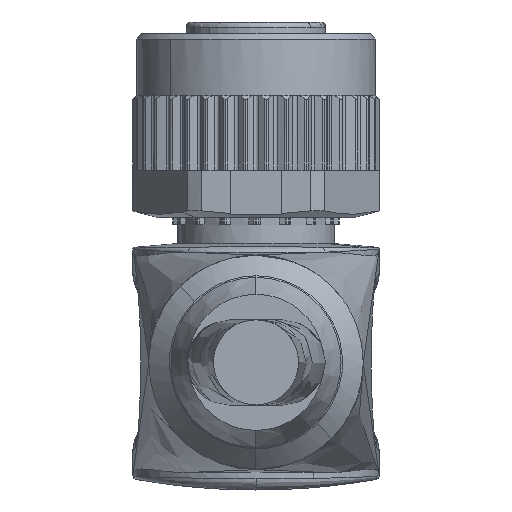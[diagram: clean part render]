
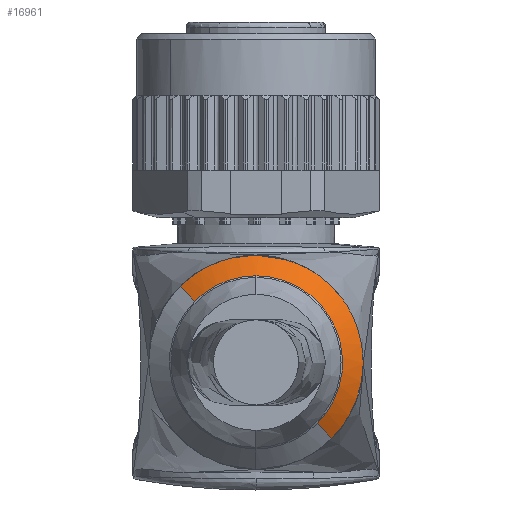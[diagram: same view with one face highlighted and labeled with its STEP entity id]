
A CAD part, front view. The second image highlights one B-rep face of the part: STEP entity #16961.
In plain terms, the highlighted conical face has half-angle 45 degrees and reference radius 5.086 mm.
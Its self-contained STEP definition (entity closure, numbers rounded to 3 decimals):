
#285 = ORIENTED_EDGE ( 'NONE', *, *, #15759, .F. ) ;
#597 = ORIENTED_EDGE ( 'NONE', *, *, #4993, .T. ) ;
#653 = ORIENTED_EDGE ( 'NONE', *, *, #2260, .T. ) ;
#1236 = DIRECTION ( 'NONE',  ( -0.421, 0., 0.907 ) ) ;
#1287 = CARTESIAN_POINT ( 'NONE',  ( -3.596, -14.464, -16.403 ) ) ;
#1422 = CARTESIAN_POINT ( 'NONE',  ( 6.295, -13.25, -20.481 ) ) ;
#1463 = CARTESIAN_POINT ( 'NONE',  ( 0., -14.464, -20. ) ) ;
#2213 = CARTESIAN_POINT ( 'NONE',  ( 6.3, -13.25, -20.001 ) ) ;
#2260 = EDGE_CURVE ( 'NONE', #6581, #11242, #2535, .T. ) ;
#2451 = CIRCLE ( 'NONE', #3492, 6.3 ) ;
#2535 = B_SPLINE_CURVE_WITH_KNOTS ( 'NONE', 3,
 ( #18316, #18612, #3787, #2213 ),
 .UNSPECIFIED., .F., .F.,
 ( 4, 4 ),
 ( 0., 1. ),
 .UNSPECIFIED. ) ;
#2624 = CARTESIAN_POINT ( 'NONE',  ( 0., -14.464, -20. ) ) ;
#2771 = DIRECTION ( 'NONE',  ( 0., 1., 0. ) ) ;
#3132 = CARTESIAN_POINT ( 'NONE',  ( 4.743, -13.25, -24.167 ) ) ;
#3492 = AXIS2_PLACEMENT_3D ( 'NONE', #16090, #19190, #1236 ) ;
#3689 = CARTESIAN_POINT ( 'NONE',  ( 5.352, -13.25, -16.676 ) ) ;
#3787 = CARTESIAN_POINT ( 'NONE',  ( 6.3, -13.25, -20.026 ) ) ;
#3837 = EDGE_CURVE ( 'NONE', #6581, #11188, #6904, .T. ) ;
#4589 = CARTESIAN_POINT ( 'NONE',  ( 6.3, -13.25, -20.074 ) ) ;
#4655 = CARTESIAN_POINT ( 'NONE',  ( 6.251, -13.25, -20.885 ) ) ;
#4769 = AXIS2_PLACEMENT_3D ( 'NONE', #19085, #10856, #14194 ) ;
#4992 = CARTESIAN_POINT ( 'NONE',  ( 5.352, -13.25, -16.676 ) ) ;
#4993 = EDGE_CURVE ( 'NONE', #6823, #12323, #18530, .T. ) ;
#5159 = DIRECTION ( 'NONE',  ( 0.5, -0.707, -0.5 ) ) ;
#5363 = EDGE_CURVE ( 'NONE', #20788, #6823, #11143, .T. ) ;
#6052 = ORIENTED_EDGE ( 'NONE', *, *, #17257, .F. ) ;
#6194 = CARTESIAN_POINT ( 'NONE',  ( 5.648, -13.25, -22.82 ) ) ;
#6225 = CIRCLE ( 'NONE', #4769, 5.086 ) ;
#6581 = VERTEX_POINT ( 'NONE', #17045 ) ;
#6823 = VERTEX_POINT ( 'NONE', #1287 ) ;
#6904 = B_SPLINE_CURVE_WITH_KNOTS ( 'NONE', 3,
 ( #4589, #1422, #4655, #9582, #15938, #6194, #20743, #14480, #3132, #15862 ),
 .UNSPECIFIED., .F., .F.,
 ( 4, 2, 2, 2, 4 ),
 ( 0., 0.25, 0.5, 0.75, 1. ),
 .UNSPECIFIED. ) ;
#7763 = VECTOR ( 'NONE', #17340, 1000. ) ;
#8172 = AXIS2_PLACEMENT_3D ( 'NONE', #1463, #14446, #17729 ) ;
#8419 = CARTESIAN_POINT ( 'NONE',  ( -4.454, -13.25, -15.545 ) ) ;
#8973 = B_SPLINE_CURVE_WITH_KNOTS ( 'NONE', 3,
 ( #15029, #19852, #13177, #9904, #18230, #3689 ),
 .UNSPECIFIED., .F., .F.,
 ( 4, 2, 4 ),
 ( 0., 0.5, 1. ),
 .UNSPECIFIED. ) ;
#9504 = DIRECTION ( 'NONE',  ( 0., 1., 0. ) ) ;
#9582 = CARTESIAN_POINT ( 'NONE',  ( 6.085, -13.25, -21.682 ) ) ;
#9739 = CARTESIAN_POINT ( 'NONE',  ( -4.454, -13.25, -15.545 ) ) ;
#9749 = EDGE_LOOP ( 'NONE', ( #17828, #597, #16092, #19191, #10457, #653, #20790, #285, #6052 ) ) ;
#9904 = CARTESIAN_POINT ( 'NONE',  ( 5.898, -13.25, -17.711 ) ) ;
#10457 = ORIENTED_EDGE ( 'NONE', *, *, #3837, .F. ) ;
#10552 = CONICAL_SURFACE ( 'NONE', #20783, 5.086, 0.785 ) ;
#10621 = VERTEX_POINT ( 'NONE', #13137 ) ;
#10856 = DIRECTION ( 'NONE',  ( 0., 1., 0. ) ) ;
#11049 = CIRCLE ( 'NONE', #11779, 6.3 ) ;
#11069 = EDGE_CURVE ( 'NONE', #11242, #19976, #8973, .T. ) ;
#11070 = DIRECTION ( 'NONE',  ( -0.707, 0., 0.707 ) ) ;
#11143 = LINE ( 'NONE', #8419, #18764 ) ;
#11188 = VERTEX_POINT ( 'NONE', #13669 ) ;
#11242 = VERTEX_POINT ( 'NONE', #12391 ) ;
#11779 = AXIS2_PLACEMENT_3D ( 'NONE', #16552, #9504, #11070 ) ;
#12323 = VERTEX_POINT ( 'NONE', #15603 ) ;
#12391 = CARTESIAN_POINT ( 'NONE',  ( 6.3, -13.25, -20.001 ) ) ;
#13137 = CARTESIAN_POINT ( 'NONE',  ( 3.596, -14.464, -23.597 ) ) ;
#13177 = CARTESIAN_POINT ( 'NONE',  ( 6.219, -13.25, -18.834 ) ) ;
#13328 = FACE_OUTER_BOUND ( 'NONE', #9749, .T. ) ;
#13406 = VERTEX_POINT ( 'NONE', #17963 ) ;
#13669 = CARTESIAN_POINT ( 'NONE',  ( 4.454, -13.25, -24.455 ) ) ;
#14194 = DIRECTION ( 'NONE',  ( 0., 0., 1. ) ) ;
#14446 = DIRECTION ( 'NONE',  ( 0., 1., 0. ) ) ;
#14480 = CARTESIAN_POINT ( 'NONE',  ( 5.001, -13.25, -23.854 ) ) ;
#15029 = CARTESIAN_POINT ( 'NONE',  ( 6.3, -13.25, -20.001 ) ) ;
#15603 = CARTESIAN_POINT ( 'NONE',  ( 0., -14.464, -14.914 ) ) ;
#15759 = EDGE_CURVE ( 'NONE', #13406, #19976, #2451, .T. ) ;
#15769 = DIRECTION ( 'NONE',  ( 0., 0., -1. ) ) ;
#15862 = CARTESIAN_POINT ( 'NONE',  ( 4.454, -13.25, -24.455 ) ) ;
#15938 = CARTESIAN_POINT ( 'NONE',  ( 5.964, -13.25, -22.07 ) ) ;
#16090 = CARTESIAN_POINT ( 'NONE',  ( 0., -13.25, -20. ) ) ;
#16092 = ORIENTED_EDGE ( 'NONE', *, *, #17048, .T. ) ;
#16552 = CARTESIAN_POINT ( 'NONE',  ( 0., -13.25, -20. ) ) ;
#16961 = ADVANCED_FACE ( 'NONE', ( #13328 ), #10552, .T. ) ;
#17007 = EDGE_CURVE ( 'NONE', #11188, #10621, #20953, .T. ) ;
#17045 = CARTESIAN_POINT ( 'NONE',  ( 6.3, -13.25, -20.074 ) ) ;
#17048 = EDGE_CURVE ( 'NONE', #12323, #10621, #6225, .T. ) ;
#17257 = EDGE_CURVE ( 'NONE', #20788, #13406, #11049, .T. ) ;
#17340 = DIRECTION ( 'NONE',  ( -0.5, -0.707, 0.5 ) ) ;
#17729 = DIRECTION ( 'NONE',  ( -0.707, 0., 0.707 ) ) ;
#17828 = ORIENTED_EDGE ( 'NONE', *, *, #5363, .T. ) ;
#17963 = CARTESIAN_POINT ( 'NONE',  ( -2.651, -13.25, -14.285 ) ) ;
#18230 = CARTESIAN_POINT ( 'NONE',  ( 5.66, -13.25, -17.172 ) ) ;
#18316 = CARTESIAN_POINT ( 'NONE',  ( 6.3, -13.25, -20.074 ) ) ;
#18530 = CIRCLE ( 'NONE', #8172, 5.086 ) ;
#18612 = CARTESIAN_POINT ( 'NONE',  ( 6.3, -13.25, -20.05 ) ) ;
#18764 = VECTOR ( 'NONE', #5159, 1000. ) ;
#19020 = CARTESIAN_POINT ( 'NONE',  ( 4.454, -13.25, -24.455 ) ) ;
#19085 = CARTESIAN_POINT ( 'NONE',  ( 0., -14.464, -20. ) ) ;
#19190 = DIRECTION ( 'NONE',  ( 0., 1., 0. ) ) ;
#19191 = ORIENTED_EDGE ( 'NONE', *, *, #17007, .F. ) ;
#19852 = CARTESIAN_POINT ( 'NONE',  ( 6.3, -13.25, -19.418 ) ) ;
#19976 = VERTEX_POINT ( 'NONE', #4992 ) ;
#20743 = CARTESIAN_POINT ( 'NONE',  ( 5.455, -13.25, -23.178 ) ) ;
#20783 = AXIS2_PLACEMENT_3D ( 'NONE', #2624, #2771, #15769 ) ;
#20788 = VERTEX_POINT ( 'NONE', #9739 ) ;
#20790 = ORIENTED_EDGE ( 'NONE', *, *, #11069, .T. ) ;
#20953 = LINE ( 'NONE', #19020, #7763 ) ;
